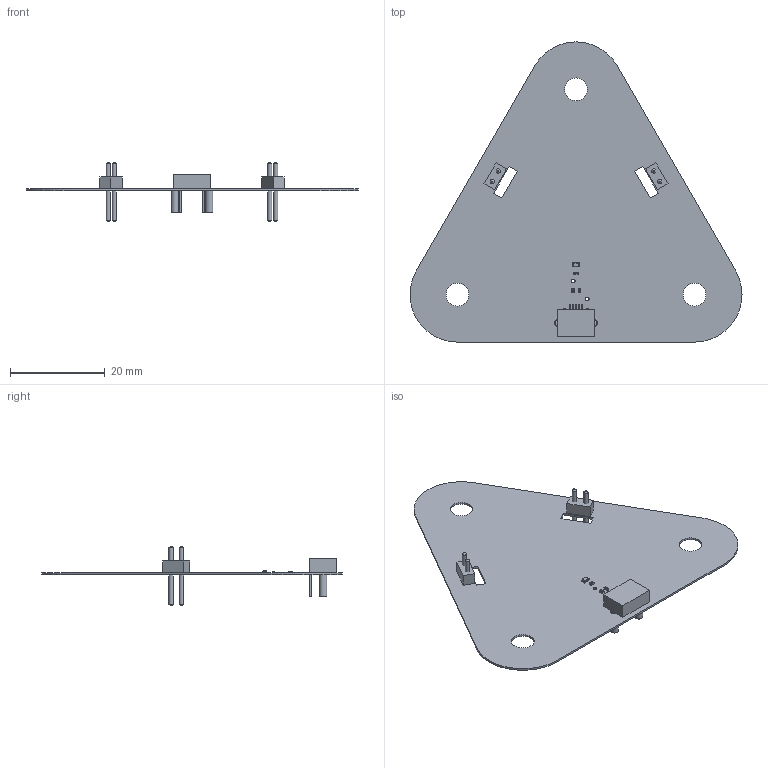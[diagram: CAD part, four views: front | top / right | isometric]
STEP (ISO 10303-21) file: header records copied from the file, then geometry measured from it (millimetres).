
FILE_DESCRIPTION(('Open CASCADE Model'),'2;1');
FILE_NAME('Open CASCADE Shape Model','2020-04-18T17:46:08',('Author'),( 'Open CASCADE'),'Open CASCADE STEP processor 6.8','Open CASCADE 6.8' ,'Unknown');
FILE_SCHEMA(('AUTOMOTIVE_DESIGN { 1 0 10303 214 1 1 1 1 }'));
Length unit declared in the file: millimetre
Products named in the file (22): PCB; Board; R3; 0402_resistor; D1; LED_0603_Base_GREEN; LED_0603_Lens_GREEN; R2; R1; J3; 7209245696; SimpleBody; LeadsArray; J2; 7209242432; J1; 6861313152; Body; Pins; Leads
Assembly tree (26 placements, depth 4):
  PCB
    Board
    R3
      0402_resistor
    D1
      LED_0603_Base_GREEN
      LED_0603_Lens_GREEN
    R2
      0402_resistor
    R1
      0402_resistor
    J3
      7209245696
        SimpleBody
        LeadsArray
    J2
      7209242432
        SimpleBody
        LeadsArray
    J1
      6861313152
        Body
        Pins
        Leads  x4
Bounding box: 70 x 63.3 x 12.55 mm (x, y, z)
Volume: 1475 mm3; surface area: 6512.8 mm2
Topology: 38 solids, 38 shells, 320 faces, 831 edges, 602 vertices
Faces by surface type: plane 262, cylinder 46, cone 8, sphere 4
Full cylindrical faces by diameter (mm): 0.5 x8, 0.7 x2, 0.762 x2, 0.9 x4, 1.1 x4, 1.56 x8, 1.76 x2, 4.8 x3
Entity records: 6878 total; most frequent: CARTESIAN_POINT 1162, DIRECTION 986, ORIENTED_EDGE 966, EDGE_CURVE 483, LINE 396, VECTOR 396, VERTEX_POINT 338, AXIS2_PLACEMENT_3D 295
